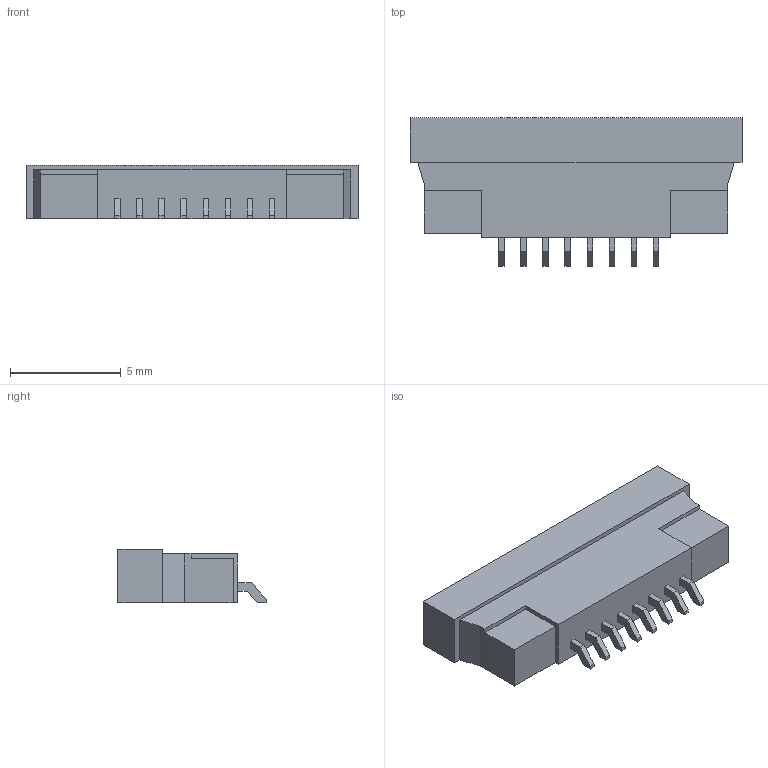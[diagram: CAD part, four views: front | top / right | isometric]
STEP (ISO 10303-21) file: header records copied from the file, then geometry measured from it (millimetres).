
FILE_DESCRIPTION(/* description */ (''),/* implementation_level */ '2;1');
FILE_NAME(/* name */ 'FFC-connector_Ckmtw(Shenzhen Cankemeng) C132510 v3.step',/* time_stamp */ '2020-04-15T15:44:16+02:00',/* author */ (''),/* organization */ (''),/* preprocessor_version */ 'ST-DEVELOPER v18.1',/* originating_system */ 'Autodesk Translation Framework v9.2.0.1227',/* authorisation */ '');
FILE_SCHEMA (('AUTOMOTIVE_DESIGN { 1 0 10303 214 3 1 1 }'));
Length unit declared in the file: millimetre
Products named in the file (1): FFC-connector_Ckmtw(Shenzhen Cankemeng) C132510
Bounding box: 15 x 6.69 x 2.4 mm (x, y, z)
Volume: 172 mm3; surface area: 262.2 mm2
Topology: 1 solids, 1 shells, 84 faces, 222 edges, 148 vertices
Faces by surface type: plane 84
Entity records: 2602 total; most frequent: CARTESIAN_POINT 455, ORIENTED_EDGE 444, DIRECTION 392, LINE 222, VECTOR 222, EDGE_CURVE 222, VERTEX_POINT 148, EDGE_LOOP 92
